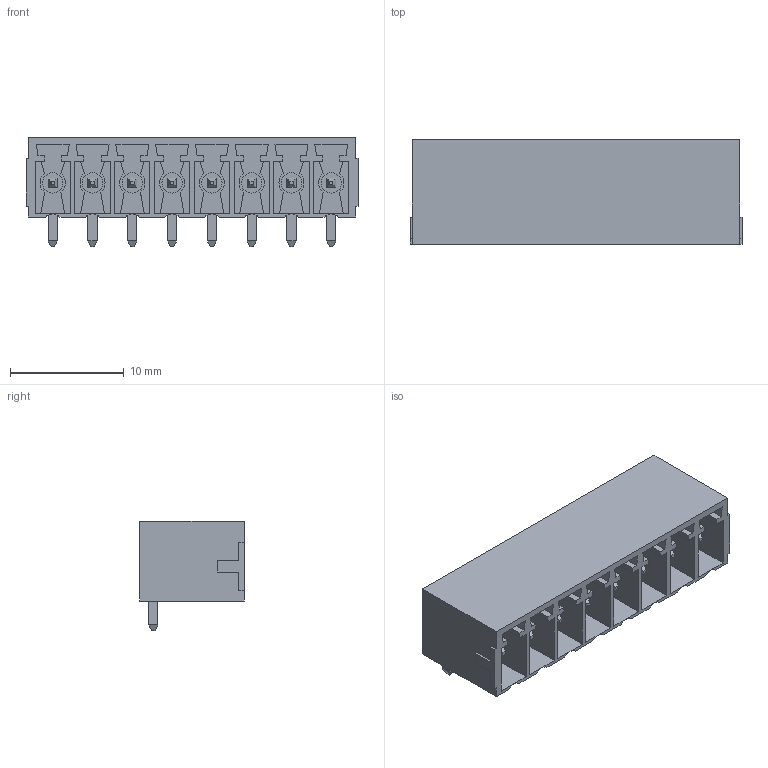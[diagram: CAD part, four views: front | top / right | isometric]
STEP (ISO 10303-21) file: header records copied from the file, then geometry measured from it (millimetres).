
FILE_DESCRIPTION(/* description */ ('Unknown'),/* implementation_level */ '2;1');
FILE_NAME(/* name */ '691701110008B',/* time_stamp */ '2023-12-13T17:07:03+01:00',/* author */ ('Unknown'),/* organization */ ('Unknown'),/* preprocessor_version */ 'ST-DEVELOPER v18.102',/* originating_system */ 'Solid Edge',/* authorisation */ 'Unknown');
FILE_SCHEMA (('AUTOMOTIVE_DESIGN {1 0 10303 214 3 1 1}'));
Length unit declared in the file: millimetre
Products named in the file (3): 6917011100xxB; 691701110008B; 6917011100xxB_PIN
Assembly tree (9 placements, depth 2):
  6917011100xxB
    691701110008B
    6917011100xxB_PIN  x8
Bounding box: 29.2 x 9.2 x 9.6 mm (x, y, z)
Volume: 915.5 mm3; surface area: 2688.5 mm2
Topology: 9 solids, 9 shells, 574 faces, 1604 edges, 1040 vertices
Faces by surface type: plane 518, cylinder 56
Full cylindrical faces by diameter (mm): 1.25 x8, 1.8 x8
Entity records: 14704 total; most frequent: CARTESIAN_POINT 2606, ORIENTED_EDGE 2584, DIRECTION 2316, EDGE_CURVE 1292, LINE 1184, VECTOR 1184, VERTEX_POINT 856, AXIS2_PLACEMENT_3D 566
